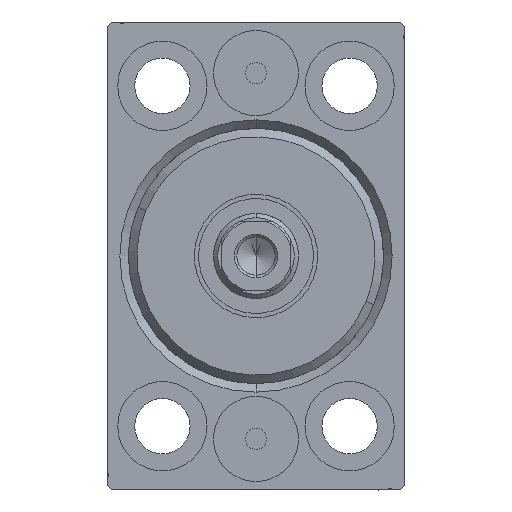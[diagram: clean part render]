
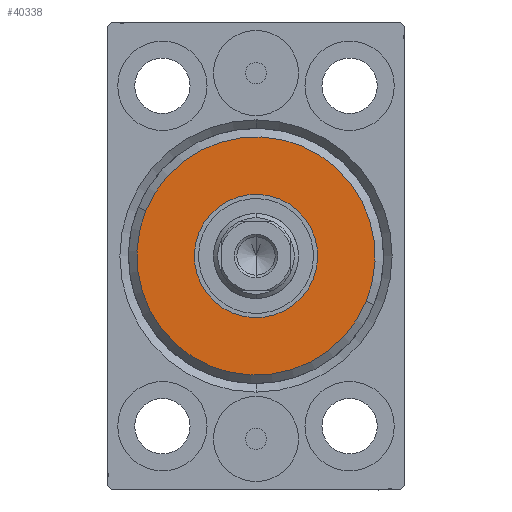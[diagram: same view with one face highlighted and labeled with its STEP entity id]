
A CAD part, left-side view. The second image highlights one B-rep face of the part: STEP entity #40338.
In plain terms, the highlighted face is planar.
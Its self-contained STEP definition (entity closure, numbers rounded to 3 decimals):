
#876 = EDGE_LOOP ( 'NONE', ( #33135, #17861 ) ) ;
#1244 = CIRCLE ( 'NONE', #25308, 7.25 ) ;
#1741 = CIRCLE ( 'NONE', #7417, 7.25 ) ;
#2050 = VERTEX_POINT ( 'NONE', #16934 ) ;
#6123 = EDGE_CURVE ( 'NONE', #38871, #2050, #1741, .T. ) ;
#7417 = AXIS2_PLACEMENT_3D ( 'NONE', #20395, #33897, #27699 ) ;
#10389 = CARTESIAN_POINT ( 'NONE',  ( 3., 0., 0. ) ) ;
#14574 = FACE_OUTER_BOUND ( 'NONE', #40611, .T. ) ;
#14750 = CIRCLE ( 'NONE', #19001, 14. ) ;
#15048 = CARTESIAN_POINT ( 'NONE',  ( 3., 0., 0. ) ) ;
#15571 = EDGE_CURVE ( 'NONE', #29168, #32933, #14750, .T. ) ;
#16934 = CARTESIAN_POINT ( 'NONE',  ( 3., 0., -7.25 ) ) ;
#17861 = ORIENTED_EDGE ( 'NONE', *, *, #6123, .F. ) ;
#19001 = AXIS2_PLACEMENT_3D ( 'NONE', #15048, #28803, #25695 ) ;
#19042 = CIRCLE ( 'NONE', #22597, 14. ) ;
#19737 = CARTESIAN_POINT ( 'NONE',  ( 3., 0., 7.25 ) ) ;
#20395 = CARTESIAN_POINT ( 'NONE',  ( 3., 0., 0. ) ) ;
#22597 = AXIS2_PLACEMENT_3D ( 'NONE', #33996, #36443, #37316 ) ;
#25216 = DIRECTION ( 'NONE',  ( 1., 0., 0. ) ) ;
#25308 = AXIS2_PLACEMENT_3D ( 'NONE', #10389, #43847, #41170 ) ;
#25695 = DIRECTION ( 'NONE',  ( 0., 0., -1. ) ) ;
#27471 = CARTESIAN_POINT ( 'NONE',  ( 3., 0., 14. ) ) ;
#27699 = DIRECTION ( 'NONE',  ( 0., 0., -1. ) ) ;
#28332 = FACE_BOUND ( 'NONE', #876, .T. ) ;
#28803 = DIRECTION ( 'NONE',  ( 1., 0., 0. ) ) ;
#29168 = VERTEX_POINT ( 'NONE', #38188 ) ;
#31214 = CARTESIAN_POINT ( 'NONE',  ( 3., 0., 0. ) ) ;
#32933 = VERTEX_POINT ( 'NONE', #27471 ) ;
#33135 = ORIENTED_EDGE ( 'NONE', *, *, #37938, .F. ) ;
#33557 = ORIENTED_EDGE ( 'NONE', *, *, #15571, .T. ) ;
#33897 = DIRECTION ( 'NONE',  ( 1., 0., 0. ) ) ;
#33996 = CARTESIAN_POINT ( 'NONE',  ( 3., 0., 0. ) ) ;
#36443 = DIRECTION ( 'NONE',  ( 1., 0., 0. ) ) ;
#36677 = AXIS2_PLACEMENT_3D ( 'NONE', #31214, #25216, #38498 ) ;
#37316 = DIRECTION ( 'NONE',  ( 0., 0., -1. ) ) ;
#37826 = ORIENTED_EDGE ( 'NONE', *, *, #41559, .T. ) ;
#37938 = EDGE_CURVE ( 'NONE', #2050, #38871, #1244, .T. ) ;
#38188 = CARTESIAN_POINT ( 'NONE',  ( 3., 0., -14. ) ) ;
#38498 = DIRECTION ( 'NONE',  ( 0., 0., -1. ) ) ;
#38871 = VERTEX_POINT ( 'NONE', #19737 ) ;
#40338 = ADVANCED_FACE ( 'NONE', ( #14574, #28332 ), #41807, .T. ) ;
#40611 = EDGE_LOOP ( 'NONE', ( #37826, #33557 ) ) ;
#41170 = DIRECTION ( 'NONE',  ( 0., 0., -1. ) ) ;
#41559 = EDGE_CURVE ( 'NONE', #32933, #29168, #19042, .T. ) ;
#41807 = PLANE ( 'NONE',  #36677 ) ;
#43847 = DIRECTION ( 'NONE',  ( 1., 0., 0. ) ) ;
